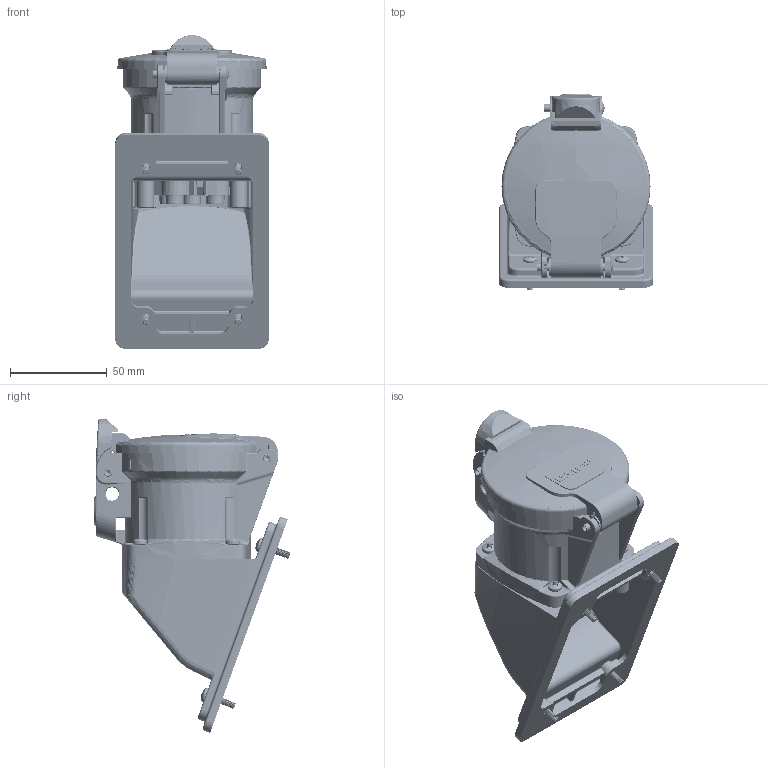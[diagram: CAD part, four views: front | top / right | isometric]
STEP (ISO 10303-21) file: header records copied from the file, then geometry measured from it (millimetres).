
FILE_DESCRIPTION (( 'STEP AP214' ), '1' );
FILE_NAME ('ORC6796-30RA043.STEP', '2025-09-09T18:37:48', ( '' ), ( '' ), 'SwSTEP 2.0', 'SolidWorks 2024', '' );
FILE_SCHEMA (( 'AUTOMOTIVE_DESIGN' ));
Length unit declared in the file: inch
Products named in the file (1): ORC6796-30RA043
Bounding box: 79.38 x 101.6 x 162.07 mm (x, y, z)
Volume: 234235.4 mm3; surface area: 141200 mm2
Topology: 26 solids, 27 shells, 4349 faces, 11088 edges, 6651 vertices
Faces by surface type: cylinder 1439, plane 1059, bspline 885, torus 471, cone 262, sphere 233
Entity records: 247088 total; most frequent: CARTESIAN_POINT 153482, ORIENTED_EDGE 21734, DIRECTION 17039, EDGE_CURVE 10867, AXIS2_PLACEMENT_3D 6805, VERTEX_POINT 6651, EDGE_LOOP 4538, ADVANCED_FACE 4349
